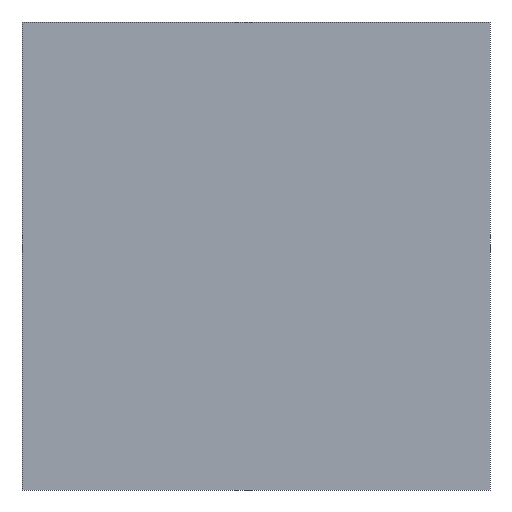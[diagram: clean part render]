
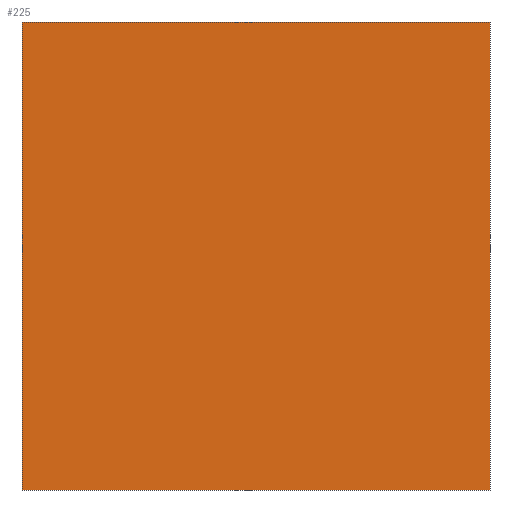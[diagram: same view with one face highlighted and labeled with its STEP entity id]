
A CAD part, front view. The second image highlights one B-rep face of the part: STEP entity #225.
In plain terms, the highlighted planar face has unit normal (0, -1, 0).
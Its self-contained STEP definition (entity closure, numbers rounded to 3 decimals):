
#6 = VERTEX_POINT ( 'NONE', #111 ) ;
#14 = DIRECTION ( 'NONE',  ( 1., 0., 0. ) ) ;
#15 = ORIENTED_EDGE ( 'NONE', *, *, #85, .T. ) ;
#20 = DIRECTION ( 'NONE',  ( 0., 0., 1. ) ) ;
#21 = VECTOR ( 'NONE', #109, 1000. ) ;
#24 = EDGE_CURVE ( 'NONE', #224, #6, #293, .T. ) ;
#29 = DIRECTION ( 'NONE',  ( 1., 0., 0. ) ) ;
#32 = VERTEX_POINT ( 'NONE', #283 ) ;
#52 = ORIENTED_EDGE ( 'NONE', *, *, #300, .F. ) ;
#57 = VECTOR ( 'NONE', #29, 1000. ) ;
#73 = EDGE_LOOP ( 'NONE', ( #108, #52, #15, #263 ) ) ;
#75 = CARTESIAN_POINT ( 'NONE',  ( 20., 0., -10. ) ) ;
#80 = VECTOR ( 'NONE', #20, 1000. ) ;
#85 = EDGE_CURVE ( 'NONE', #32, #224, #125, .T. ) ;
#87 = VERTEX_POINT ( 'NONE', #206 ) ;
#95 = VECTOR ( 'NONE', #122, 1000. ) ;
#101 = CARTESIAN_POINT ( 'NONE',  ( 20., 0., -10. ) ) ;
#107 = FACE_OUTER_BOUND ( 'NONE', #73, .T. ) ;
#108 = ORIENTED_EDGE ( 'NONE', *, *, #163, .F. ) ;
#109 = DIRECTION ( 'NONE',  ( 1., 0., 0. ) ) ;
#111 = CARTESIAN_POINT ( 'NONE',  ( 20., 0., 10. ) ) ;
#122 = DIRECTION ( 'NONE',  ( 0., 0., 1. ) ) ;
#125 = LINE ( 'NONE', #182, #21 ) ;
#133 = LINE ( 'NONE', #238, #80 ) ;
#139 = DIRECTION ( 'NONE',  ( 0., -1., 0. ) ) ;
#163 = EDGE_CURVE ( 'NONE', #87, #6, #322, .T. ) ;
#182 = CARTESIAN_POINT ( 'NONE',  ( 20., 0., -10. ) ) ;
#189 = CARTESIAN_POINT ( 'NONE',  ( 20., 0., 10. ) ) ;
#198 = CARTESIAN_POINT ( 'NONE',  ( 20., 0., -10. ) ) ;
#206 = CARTESIAN_POINT ( 'NONE',  ( 0., 0., 10. ) ) ;
#224 = VERTEX_POINT ( 'NONE', #198 ) ;
#225 = ADVANCED_FACE ( 'NONE', ( #107 ), #316, .T. ) ;
#226 = AXIS2_PLACEMENT_3D ( 'NONE', #101, #139, #14 ) ;
#238 = CARTESIAN_POINT ( 'NONE',  ( 0., 0., -10. ) ) ;
#263 = ORIENTED_EDGE ( 'NONE', *, *, #24, .T. ) ;
#283 = CARTESIAN_POINT ( 'NONE',  ( 0., 0., -10. ) ) ;
#293 = LINE ( 'NONE', #75, #95 ) ;
#300 = EDGE_CURVE ( 'NONE', #32, #87, #133, .T. ) ;
#316 = PLANE ( 'NONE',  #226 ) ;
#322 = LINE ( 'NONE', #189, #57 ) ;
